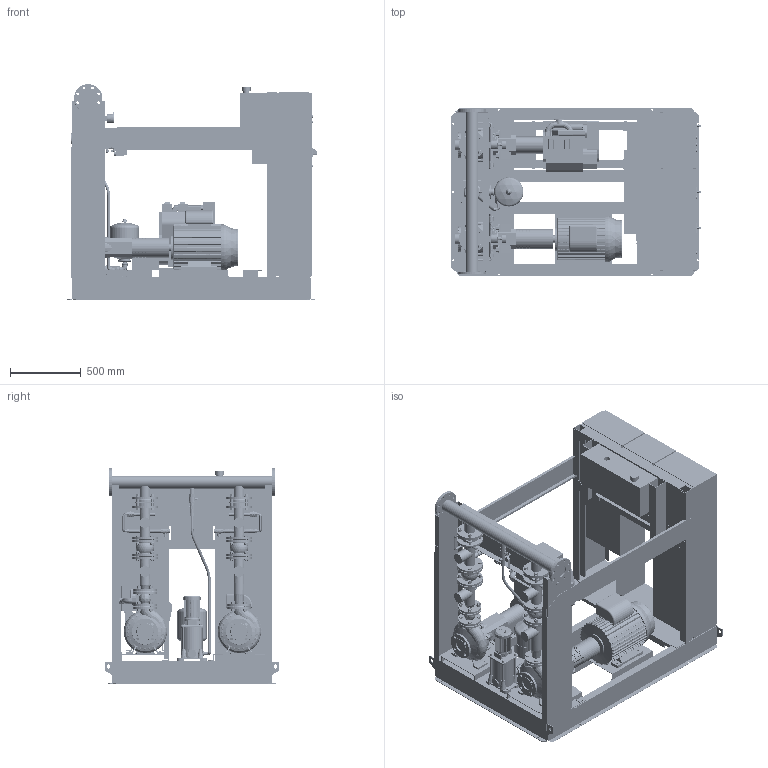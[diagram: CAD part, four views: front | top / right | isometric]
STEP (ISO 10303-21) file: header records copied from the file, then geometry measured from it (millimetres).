
FILE_DESCRIPTION((''),'2;1');
FILE_NAME('3d_Sifire-EN-50_160-170-11_12.9_0.55EDJ-4184015.stp','2015-05-26T07:59:30',(''),(''),'Mechanical Desktop 2009','Mechanical Desktop 2009',', , ');
FILE_SCHEMA(('CONFIG_CONTROL_DESIGN'));
Length unit declared in the file: millimetre
Products named in the file (1): Product
Bounding box: 1754.5 x 1230 x 1520 mm (x, y, z)
Volume: 477292838.7 mm3; surface area: 33386697 mm2
Topology: 246 solids, 246 shells, 6006 faces, 14398 edges, 9142 vertices
Faces by surface type: plane 2243, bspline 1887, cylinder 1160, cone 528, torus 150, sphere 38
Entity records: 196455 total; most frequent: CARTESIAN_POINT 64748, ORIENTED_EDGE 28732, DIRECTION 24875, EDGE_CURVE 14366, VERTEX_POINT 9141, AXIS2_PLACEMENT_3D 8418, VECTOR 8039, LINE 8039
